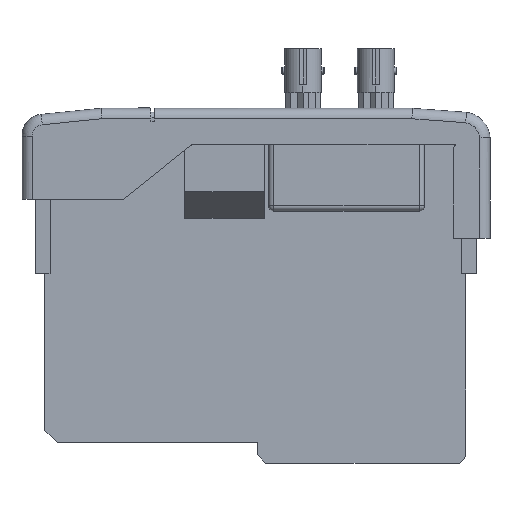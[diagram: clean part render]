
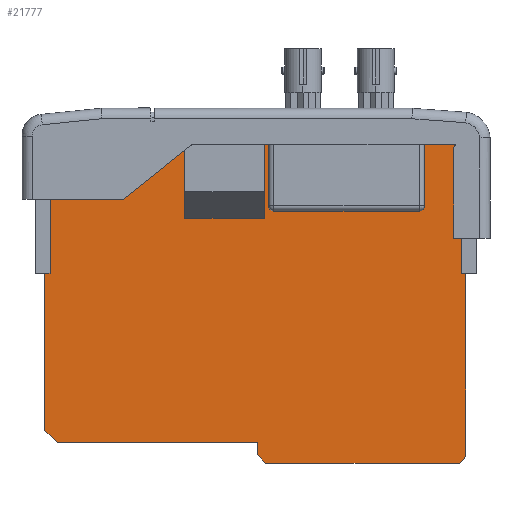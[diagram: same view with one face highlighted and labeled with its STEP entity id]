
A CAD part, left-side view. The second image highlights one B-rep face of the part: STEP entity #21777.
In plain terms, the highlighted planar face has unit normal (-1, 0, 0).
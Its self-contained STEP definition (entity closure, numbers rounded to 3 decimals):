
#87 = CARTESIAN_POINT ( 'NONE',  ( 24.783, -35.086, 2.433 ) ) ;
#7281 = CARTESIAN_POINT ( 'NONE',  ( 24.783, 44.089, -26.636 ) ) ;
#7494 = DIRECTION ( 'NONE',  ( 0., 0., 1. ) ) ;
#7495 = VECTOR ( 'NONE', #7494, 1000. ) ;
#7496 = CARTESIAN_POINT ( 'NONE',  ( 24.783, 44.089, -26.636 ) ) ;
#7497 = LINE ( 'NONE', #7496, #7495 ) ;
#7523 = CARTESIAN_POINT ( 'NONE',  ( 24.783, -35.086, -26.636 ) ) ;
#7524 = DIRECTION ( 'NONE',  ( 0., 0., 1. ) ) ;
#7525 = VECTOR ( 'NONE', #7524, 1000. ) ;
#7526 = CARTESIAN_POINT ( 'NONE',  ( 24.783, -35.086, -26.636 ) ) ;
#7527 = LINE ( 'NONE', #7526, #7525 ) ;
#7585 = DIRECTION ( 'NONE',  ( 0., -1., 0. ) ) ;
#7586 = VECTOR ( 'NONE', #7585, 1000. ) ;
#7587 = CARTESIAN_POINT ( 'NONE',  ( 24.783, 44.089, -26.636 ) ) ;
#7588 = LINE ( 'NONE', #7587, #7586 ) ;
#7741 = DIRECTION ( 'NONE',  ( 0., -1., 0. ) ) ;
#7742 = VECTOR ( 'NONE', #7741, 1000. ) ;
#7743 = CARTESIAN_POINT ( 'NONE',  ( 24.783, -35.086, -26.636 ) ) ;
#7744 = LINE ( 'NONE', #7743, #7742 ) ;
#13672 = PLANE ( 'NONE',  #13673 ) ;
#13673 = AXIS2_PLACEMENT_3D ( 'NONE', #13731, #13730, #13729 ) ;
#13688 = FACE_OUTER_BOUND ( 'NONE', #21778, .T. ) ;
#13715 = CARTESIAN_POINT ( 'NONE',  ( 24.783, 4.096, -59.121 ) ) ;
#13716 = DIRECTION ( 'NONE',  ( 0., 1., 0. ) ) ;
#13717 = VECTOR ( 'NONE', #13716, 1000. ) ;
#13718 = CARTESIAN_POINT ( 'NONE',  ( 24.783, 42.616, -59.121 ) ) ;
#13719 = LINE ( 'NONE', #13718, #13717 ) ;
#13720 = CARTESIAN_POINT ( 'NONE',  ( 24.783, 42.616, -59.121 ) ) ;
#13721 = DIRECTION ( 'NONE',  ( 0., 0.726, 0.687 ) ) ;
#13722 = VECTOR ( 'NONE', #13721, 1000. ) ;
#13723 = CARTESIAN_POINT ( 'NONE',  ( 24.783, 45.096, -56.775 ) ) ;
#13724 = LINE ( 'NONE', #13723, #13722 ) ;
#13725 = CARTESIAN_POINT ( 'NONE',  ( 24.783, 45.096, -56.775 ) ) ;
#13726 = DIRECTION ( 'NONE',  ( 0., 0., 1. ) ) ;
#13727 = VECTOR ( 'NONE', #13726, 1000. ) ;
#13728 = CARTESIAN_POINT ( 'NONE',  ( 24.783, 45.096, 1.169 ) ) ;
#13729 = DIRECTION ( 'NONE',  ( 0., 0., 1. ) ) ;
#13730 = DIRECTION ( 'NONE',  ( -1., 0., 0. ) ) ;
#13731 = CARTESIAN_POINT ( 'NONE',  ( 24.783, 0.214, -99.249 ) ) ;
#13732 = LINE ( 'NONE', #13728, #13727 ) ;
#13858 = DIRECTION ( 'NONE',  ( 0., -0.996, 0.085 ) ) ;
#13859 = VECTOR ( 'NONE', #13858, 1000. ) ;
#13860 = CARTESIAN_POINT ( 'NONE',  ( 24.783, 45.096, 1.169 ) ) ;
#13861 = LINE ( 'NONE', #13860, #13859 ) ;
#13863 = CARTESIAN_POINT ( 'NONE',  ( 24.783, 30.288, 2.433 ) ) ;
#13864 = DIRECTION ( 'NONE',  ( 0., -1., 0. ) ) ;
#13865 = VECTOR ( 'NONE', #13864, 1000. ) ;
#13866 = CARTESIAN_POINT ( 'NONE',  ( 24.783, -35.904, 2.433 ) ) ;
#13867 = LINE ( 'NONE', #13866, #13865 ) ;
#13868 = DIRECTION ( 'NONE',  ( 0., 0., -1. ) ) ;
#13869 = VECTOR ( 'NONE', #13868, 1000. ) ;
#13870 = CARTESIAN_POINT ( 'NONE',  ( 24.783, -35.904, -61.796 ) ) ;
#13871 = LINE ( 'NONE', #13870, #13869 ) ;
#13872 = CARTESIAN_POINT ( 'NONE',  ( 24.783, -35.904, -61.796 ) ) ;
#13873 = DIRECTION ( 'NONE',  ( 0., 0.694, -0.72 ) ) ;
#13874 = VECTOR ( 'NONE', #13873, 1000. ) ;
#13875 = CARTESIAN_POINT ( 'NONE',  ( 24.783, -34.584, -63.165 ) ) ;
#13876 = LINE ( 'NONE', #13875, #13874 ) ;
#13877 = CARTESIAN_POINT ( 'NONE',  ( 24.783, -34.584, -63.165 ) ) ;
#13878 = DIRECTION ( 'NONE',  ( 0., 1., 0. ) ) ;
#13879 = VECTOR ( 'NONE', #13878, 1000. ) ;
#13880 = CARTESIAN_POINT ( 'NONE',  ( 24.783, 2.566, -63.165 ) ) ;
#13881 = LINE ( 'NONE', #13880, #13879 ) ;
#13882 = CARTESIAN_POINT ( 'NONE',  ( 24.783, 2.566, -63.165 ) ) ;
#13883 = DIRECTION ( 'NONE',  ( 0., 0.664, 0.748 ) ) ;
#13884 = VECTOR ( 'NONE', #13883, 1000. ) ;
#13885 = CARTESIAN_POINT ( 'NONE',  ( 24.783, 4.096, -61.443 ) ) ;
#13886 = LINE ( 'NONE', #13885, #13884 ) ;
#13887 = CARTESIAN_POINT ( 'NONE',  ( 24.783, 4.096, -61.443 ) ) ;
#13888 = DIRECTION ( 'NONE',  ( 0., 0., 1. ) ) ;
#13889 = VECTOR ( 'NONE', #13888, 1000. ) ;
#13890 = CARTESIAN_POINT ( 'NONE',  ( 24.783, 4.096, -59.121 ) ) ;
#13891 = LINE ( 'NONE', #13890, #13889 ) ;
#17344 = VERTEX_POINT ( 'NONE', #23592 ) ;
#17349 = VERTEX_POINT ( 'NONE', #23625 ) ;
#17377 = VERTEX_POINT ( 'NONE', #23648 ) ;
#17409 = VERTEX_POINT ( 'NONE', #87 ) ;
#20059 = VERTEX_POINT ( 'NONE', #7281 ) ;
#20139 = EDGE_CURVE ( 'NONE', #20059, #17344, #7497, .T. ) ;
#20148 = EDGE_CURVE ( 'NONE', #20149, #17409, #7527, .T. ) ;
#20149 = VERTEX_POINT ( 'NONE', #7523 ) ;
#20174 = EDGE_CURVE ( 'NONE', #17349, #20059, #7588, .T. ) ;
#20238 = EDGE_CURVE ( 'NONE', #20149, #17377, #7744, .T. ) ;
#21777 = ADVANCED_FACE ( 'NONE', ( #13688 ), #13672, .T. ) ;
#21778 = EDGE_LOOP ( 'NONE', ( #21779, #21780, #21781, #21784, #21787, #21845, #21848, #21851, #21854, #21857, #21832, #21833, #21834, #21837 ) ) ;
#21779 = ORIENTED_EDGE ( 'NONE', *, *, #20139, .F. ) ;
#21780 = ORIENTED_EDGE ( 'NONE', *, *, #20174, .F. ) ;
#21781 = ORIENTED_EDGE ( 'NONE', *, *, #21782, .F. ) ;
#21782 = EDGE_CURVE ( 'NONE', #21783, #17349, #13732, .T. ) ;
#21783 = VERTEX_POINT ( 'NONE', #13725 ) ;
#21784 = ORIENTED_EDGE ( 'NONE', *, *, #21785, .F. ) ;
#21785 = EDGE_CURVE ( 'NONE', #21786, #21783, #13724, .T. ) ;
#21786 = VERTEX_POINT ( 'NONE', #13720 ) ;
#21787 = ORIENTED_EDGE ( 'NONE', *, *, #21788, .F. ) ;
#21788 = EDGE_CURVE ( 'NONE', #21789, #21786, #13719, .T. ) ;
#21789 = VERTEX_POINT ( 'NONE', #13715 ) ;
#21832 = ORIENTED_EDGE ( 'NONE', *, *, #20238, .F. ) ;
#21833 = ORIENTED_EDGE ( 'NONE', *, *, #20148, .T. ) ;
#21834 = ORIENTED_EDGE ( 'NONE', *, *, #21835, .F. ) ;
#21835 = EDGE_CURVE ( 'NONE', #21836, #17409, #13867, .T. ) ;
#21836 = VERTEX_POINT ( 'NONE', #13863 ) ;
#21837 = ORIENTED_EDGE ( 'NONE', *, *, #21838, .F. ) ;
#21838 = EDGE_CURVE ( 'NONE', #17344, #21836, #13861, .T. ) ;
#21845 = ORIENTED_EDGE ( 'NONE', *, *, #21846, .F. ) ;
#21846 = EDGE_CURVE ( 'NONE', #21847, #21789, #13891, .T. ) ;
#21847 = VERTEX_POINT ( 'NONE', #13887 ) ;
#21848 = ORIENTED_EDGE ( 'NONE', *, *, #21849, .F. ) ;
#21849 = EDGE_CURVE ( 'NONE', #21850, #21847, #13886, .T. ) ;
#21850 = VERTEX_POINT ( 'NONE', #13882 ) ;
#21851 = ORIENTED_EDGE ( 'NONE', *, *, #21852, .F. ) ;
#21852 = EDGE_CURVE ( 'NONE', #21853, #21850, #13881, .T. ) ;
#21853 = VERTEX_POINT ( 'NONE', #13877 ) ;
#21854 = ORIENTED_EDGE ( 'NONE', *, *, #21855, .F. ) ;
#21855 = EDGE_CURVE ( 'NONE', #21856, #21853, #13876, .T. ) ;
#21856 = VERTEX_POINT ( 'NONE', #13872 ) ;
#21857 = ORIENTED_EDGE ( 'NONE', *, *, #21858, .F. ) ;
#21858 = EDGE_CURVE ( 'NONE', #17377, #21856, #13871, .T. ) ;
#23592 = CARTESIAN_POINT ( 'NONE',  ( 24.783, 44.089, 1.255 ) ) ;
#23625 = CARTESIAN_POINT ( 'NONE',  ( 24.783, 45.096, -26.636 ) ) ;
#23648 = CARTESIAN_POINT ( 'NONE',  ( 24.783, -35.904, -26.636 ) ) ;
